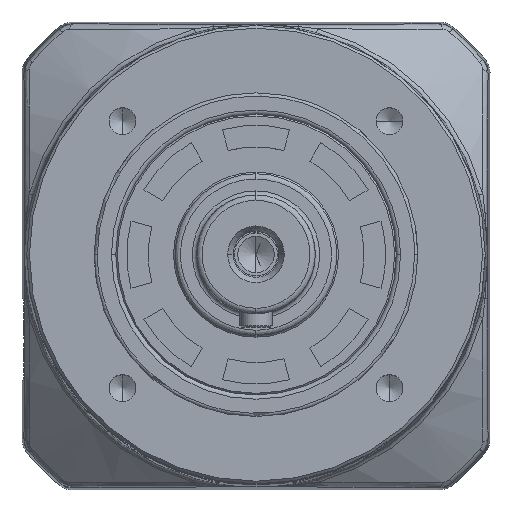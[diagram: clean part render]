
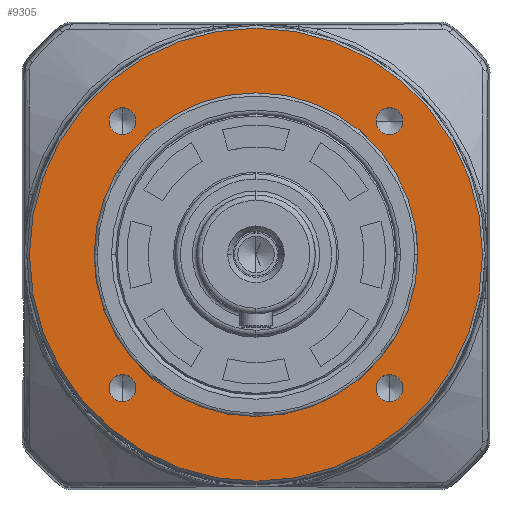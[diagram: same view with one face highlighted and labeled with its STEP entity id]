
A CAD part, top view. The second image highlights one B-rep face of the part: STEP entity #9305.
In plain terms, the highlighted planar face has unit normal (0, 0, 1).
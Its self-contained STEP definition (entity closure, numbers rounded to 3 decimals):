
#323 = DIRECTION ( 'NONE',  ( -1., 0., 0. ) ) ;
#803 = EDGE_CURVE ( 'NONE', #9542, #18543, #2861, .T. ) ;
#806 = VERTEX_POINT ( 'NONE', #42665 ) ;
#1525 = VERTEX_POINT ( 'NONE', #25380 ) ;
#2202 = CARTESIAN_POINT ( 'NONE',  ( -24.749, 24.749, 41.5 ) ) ;
#2848 = VERTEX_POINT ( 'NONE', #37676 ) ;
#2861 = CIRCLE ( 'NONE', #4053, 2.5 ) ;
#2887 = VERTEX_POINT ( 'NONE', #36003 ) ;
#2944 = FACE_BOUND ( 'NONE', #41081, .T. ) ;
#2999 = CARTESIAN_POINT ( 'NONE',  ( -22.249, -24.749, 41.5 ) ) ;
#3051 = CIRCLE ( 'NONE', #37132, 2.5 ) ;
#3141 = EDGE_LOOP ( 'NONE', ( #30005, #15621 ) ) ;
#3420 = ORIENTED_EDGE ( 'NONE', *, *, #43302, .T. ) ;
#3784 = CARTESIAN_POINT ( 'NONE',  ( 30., 0., 41.5 ) ) ;
#4053 = AXIS2_PLACEMENT_3D ( 'NONE', #42551, #42451, #42442 ) ;
#4203 = EDGE_LOOP ( 'NONE', ( #32520, #10022 ) ) ;
#4276 = CARTESIAN_POINT ( 'NONE',  ( -27.249, 24.749, 41.5 ) ) ;
#4311 = CARTESIAN_POINT ( 'NONE',  ( 42., 0., 41.5 ) ) ;
#4370 = EDGE_LOOP ( 'NONE', ( #6492, #40682 ) ) ;
#4739 = VERTEX_POINT ( 'NONE', #4276 ) ;
#5528 = EDGE_CURVE ( 'NONE', #2848, #1525, #24609, .T. ) ;
#5873 = DIRECTION ( 'NONE',  ( 1., 0., 0. ) ) ;
#5891 = CARTESIAN_POINT ( 'NONE',  ( -42., 0., 41.5 ) ) ;
#6492 = ORIENTED_EDGE ( 'NONE', *, *, #22220, .T. ) ;
#7009 = CARTESIAN_POINT ( 'NONE',  ( -22.249, 24.749, 41.5 ) ) ;
#7560 = EDGE_LOOP ( 'NONE', ( #33294, #26946 ) ) ;
#8433 = VERTEX_POINT ( 'NONE', #4311 ) ;
#8443 = VERTEX_POINT ( 'NONE', #3784 ) ;
#9305 = ADVANCED_FACE ( 'NONE', ( #2944, #41268, #26625, #12846, #45524, #16369 ), #34262, .T. ) ;
#9542 = VERTEX_POINT ( 'NONE', #27690 ) ;
#9774 = CIRCLE ( 'NONE', #38510, 30. ) ;
#10022 = ORIENTED_EDGE ( 'NONE', *, *, #803, .T. ) ;
#10294 = AXIS2_PLACEMENT_3D ( 'NONE', #21244, #21184, #21133 ) ;
#10582 = DIRECTION ( 'NONE',  ( 1., 0., 0. ) ) ;
#10629 = DIRECTION ( 'NONE',  ( 0., 0., -1. ) ) ;
#10684 = CARTESIAN_POINT ( 'NONE',  ( 24.749, 24.749, 41.5 ) ) ;
#11014 = EDGE_CURVE ( 'NONE', #2887, #25986, #37550, .T. ) ;
#11379 = EDGE_CURVE ( 'NONE', #18543, #9542, #29996, .T. ) ;
#11525 = EDGE_CURVE ( 'NONE', #8443, #806, #9774, .T. ) ;
#12570 = DIRECTION ( 'NONE',  ( 1., 0., 0. ) ) ;
#12622 = DIRECTION ( 'NONE',  ( 0., 0., -1. ) ) ;
#12663 = CARTESIAN_POINT ( 'NONE',  ( 24.749, -24.749, 41.5 ) ) ;
#12846 = FACE_BOUND ( 'NONE', #7560, .T. ) ;
#12946 = CIRCLE ( 'NONE', #10294, 2.5 ) ;
#14698 = AXIS2_PLACEMENT_3D ( 'NONE', #28517, #28460, #28425 ) ;
#15621 = ORIENTED_EDGE ( 'NONE', *, *, #20417, .F. ) ;
#16369 = FACE_BOUND ( 'NONE', #21801, .T. ) ;
#17833 = CARTESIAN_POINT ( 'NONE',  ( 0., 0., 41.5 ) ) ;
#18231 = EDGE_CURVE ( 'NONE', #1525, #2848, #20893, .T. ) ;
#18543 = VERTEX_POINT ( 'NONE', #2999 ) ;
#19824 = CARTESIAN_POINT ( 'NONE',  ( 0., 0., 41.5 ) ) ;
#20119 = ORIENTED_EDGE ( 'NONE', *, *, #11525, .T. ) ;
#20212 = AXIS2_PLACEMENT_3D ( 'NONE', #34518, #34157, #34111 ) ;
#20417 = EDGE_CURVE ( 'NONE', #8433, #45638, #28388, .T. ) ;
#20508 = AXIS2_PLACEMENT_3D ( 'NONE', #10684, #10629, #10582 ) ;
#20893 = CIRCLE ( 'NONE', #20508, 2.5 ) ;
#21133 = DIRECTION ( 'NONE',  ( 1., 0., 0. ) ) ;
#21184 = DIRECTION ( 'NONE',  ( 0., 0., -1. ) ) ;
#21244 = CARTESIAN_POINT ( 'NONE',  ( -24.749, 24.749, 41.5 ) ) ;
#21633 = DIRECTION ( 'NONE',  ( 1., 0., 0. ) ) ;
#21801 = EDGE_LOOP ( 'NONE', ( #20119, #3420 ) ) ;
#22220 = EDGE_CURVE ( 'NONE', #25986, #2887, #3051, .T. ) ;
#22740 = DIRECTION ( 'NONE',  ( 0., 0., -1. ) ) ;
#23270 = AXIS2_PLACEMENT_3D ( 'NONE', #38551, #38513, #38503 ) ;
#23920 = CIRCLE ( 'NONE', #31042, 42. ) ;
#24609 = CIRCLE ( 'NONE', #29707, 2.5 ) ;
#24802 = DIRECTION ( 'NONE',  ( 1., 0., 0. ) ) ;
#24832 = DIRECTION ( 'NONE',  ( 0., 0., -1. ) ) ;
#24893 = CARTESIAN_POINT ( 'NONE',  ( 0., 0., 41.5 ) ) ;
#25380 = CARTESIAN_POINT ( 'NONE',  ( 27.249, 24.749, 41.5 ) ) ;
#25986 = VERTEX_POINT ( 'NONE', #39984 ) ;
#26625 = FACE_BOUND ( 'NONE', #4370, .T. ) ;
#26946 = ORIENTED_EDGE ( 'NONE', *, *, #5528, .T. ) ;
#27345 = DIRECTION ( 'NONE',  ( -1., 0., 0. ) ) ;
#27387 = DIRECTION ( 'NONE',  ( 0., 0., -1. ) ) ;
#27690 = CARTESIAN_POINT ( 'NONE',  ( -27.249, -24.749, 41.5 ) ) ;
#28388 = CIRCLE ( 'NONE', #39300, 42. ) ;
#28425 = DIRECTION ( 'NONE',  ( 1., 0., 0. ) ) ;
#28460 = DIRECTION ( 'NONE',  ( 0., 0., -1. ) ) ;
#28467 = DIRECTION ( 'NONE',  ( 0., 0., -1. ) ) ;
#28517 = CARTESIAN_POINT ( 'NONE',  ( -24.749, -24.749, 41.5 ) ) ;
#29707 = AXIS2_PLACEMENT_3D ( 'NONE', #31706, #31656, #31591 ) ;
#29996 = CIRCLE ( 'NONE', #14698, 2.5 ) ;
#30005 = ORIENTED_EDGE ( 'NONE', *, *, #43892, .F. ) ;
#31042 = AXIS2_PLACEMENT_3D ( 'NONE', #45362, #22740, #323 ) ;
#31591 = DIRECTION ( 'NONE',  ( 1., 0., 0. ) ) ;
#31656 = DIRECTION ( 'NONE',  ( 0., 0., -1. ) ) ;
#31706 = CARTESIAN_POINT ( 'NONE',  ( 24.749, 24.749, 41.5 ) ) ;
#32520 = ORIENTED_EDGE ( 'NONE', *, *, #11379, .T. ) ;
#32798 = ORIENTED_EDGE ( 'NONE', *, *, #42117, .T. ) ;
#33294 = ORIENTED_EDGE ( 'NONE', *, *, #18231, .T. ) ;
#33445 = CIRCLE ( 'NONE', #41777, 2.5 ) ;
#34111 = DIRECTION ( 'NONE',  ( 1., 0., 0. ) ) ;
#34157 = DIRECTION ( 'NONE',  ( 0., 0., 1. ) ) ;
#34262 = PLANE ( 'NONE',  #20212 ) ;
#34518 = CARTESIAN_POINT ( 'NONE',  ( 0., 0., 41.5 ) ) ;
#36003 = CARTESIAN_POINT ( 'NONE',  ( 22.249, -24.749, 41.5 ) ) ;
#37132 = AXIS2_PLACEMENT_3D ( 'NONE', #12663, #12622, #12570 ) ;
#37157 = EDGE_CURVE ( 'NONE', #4739, #43055, #12946, .T. ) ;
#37550 = CIRCLE ( 'NONE', #23270, 2.5 ) ;
#37676 = CARTESIAN_POINT ( 'NONE',  ( 22.249, 24.749, 41.5 ) ) ;
#38503 = DIRECTION ( 'NONE',  ( 1., 0., 0. ) ) ;
#38510 = AXIS2_PLACEMENT_3D ( 'NONE', #24893, #24832, #24802 ) ;
#38513 = DIRECTION ( 'NONE',  ( 0., 0., -1. ) ) ;
#38551 = CARTESIAN_POINT ( 'NONE',  ( 24.749, -24.749, 41.5 ) ) ;
#39300 = AXIS2_PLACEMENT_3D ( 'NONE', #19824, #27387, #27345 ) ;
#39984 = CARTESIAN_POINT ( 'NONE',  ( 27.249, -24.749, 41.5 ) ) ;
#40682 = ORIENTED_EDGE ( 'NONE', *, *, #11014, .T. ) ;
#41081 = EDGE_LOOP ( 'NONE', ( #32798, #45721 ) ) ;
#41268 = FACE_BOUND ( 'NONE', #4203, .T. ) ;
#41777 = AXIS2_PLACEMENT_3D ( 'NONE', #2202, #28467, #5873 ) ;
#42117 = EDGE_CURVE ( 'NONE', #43055, #4739, #33445, .T. ) ;
#42442 = DIRECTION ( 'NONE',  ( 1., 0., 0. ) ) ;
#42451 = DIRECTION ( 'NONE',  ( 0., 0., -1. ) ) ;
#42551 = CARTESIAN_POINT ( 'NONE',  ( -24.749, -24.749, 41.5 ) ) ;
#42665 = CARTESIAN_POINT ( 'NONE',  ( -30., 0., 41.5 ) ) ;
#43055 = VERTEX_POINT ( 'NONE', #7009 ) ;
#43090 = AXIS2_PLACEMENT_3D ( 'NONE', #17833, #44302, #21633 ) ;
#43302 = EDGE_CURVE ( 'NONE', #806, #8443, #45525, .T. ) ;
#43892 = EDGE_CURVE ( 'NONE', #45638, #8433, #23920, .T. ) ;
#44302 = DIRECTION ( 'NONE',  ( 0., 0., -1. ) ) ;
#45362 = CARTESIAN_POINT ( 'NONE',  ( 0., 0., 41.5 ) ) ;
#45524 = FACE_OUTER_BOUND ( 'NONE', #3141, .T. ) ;
#45525 = CIRCLE ( 'NONE', #43090, 30. ) ;
#45638 = VERTEX_POINT ( 'NONE', #5891 ) ;
#45721 = ORIENTED_EDGE ( 'NONE', *, *, #37157, .T. ) ;
